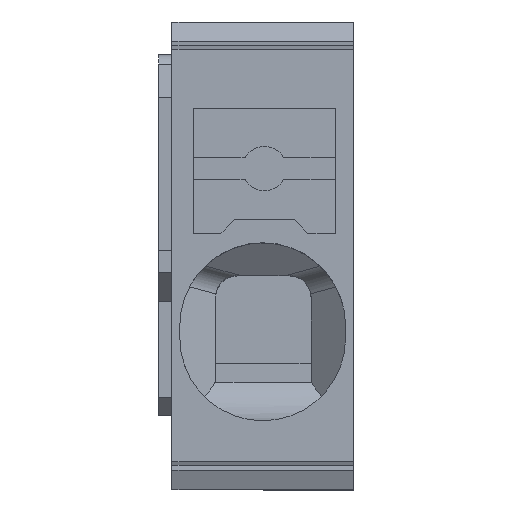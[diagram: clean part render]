
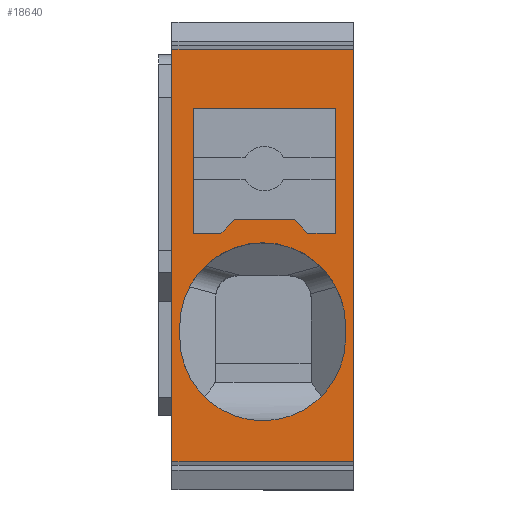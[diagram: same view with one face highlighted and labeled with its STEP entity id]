
A CAD part, top view. The second image highlights one B-rep face of the part: STEP entity #18640.
In plain terms, the highlighted face is planar.
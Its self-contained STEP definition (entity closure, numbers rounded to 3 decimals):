
#2840=CARTESIAN_POINT('',(-8.295,-2.2,
45.52));
#2850=VERTEX_POINT('',#2840);
#2880=CARTESIAN_POINT('',(0.,-2.2,
45.52));
#2890=DIRECTION('',(1.,0.,0.));
#2900=VECTOR('',#2890,1.);
#2910=LINE('',#2880,#2900);
#2920=CARTESIAN_POINT('',(-26.841,-2.2,
45.52));
#2930=VERTEX_POINT('',#2920);
#2940=EDGE_CURVE('',#2930,#2850,#2910,.T.);
#17320=CARTESIAN_POINT('',(-26.399,-2.2,
53.67));
#17330=DIRECTION('',(0.,-1.,0.));
#17340=DIRECTION('',(-1.,0.,0.));
#17350=AXIS2_PLACEMENT_3D('',#17320,#17330,#17340);
#17360=PLANE('',#17350);
#17370=CARTESIAN_POINT('',(-21.274,-2.2,
49.595));
#17380=DIRECTION('',(0.,1.,0.));
#17390=DIRECTION('',(0.,0.,1.));
#17400=AXIS2_PLACEMENT_3D('',#17370,#17380,#17390);
#17410=CIRCLE('',#17400,3.725);
#17420=CARTESIAN_POINT('',(-21.274,-2.2,
45.87));
#17430=VERTEX_POINT('',#17420);
#17440=CARTESIAN_POINT('',(-21.274,-2.2,
53.32));
#17450=VERTEX_POINT('',#17440);
#17460=EDGE_CURVE('',#17430,#17450,#17410,.T.);
#17470=ORIENTED_EDGE('',*,*,#17460,.F.);
#17480=CARTESIAN_POINT('',(0.,-2.2,
53.32));
#17490=DIRECTION('',(1.,0.,0.));
#17500=VECTOR('',#17490,1.);
#17510=LINE('',#17480,#17500);
#17520=CARTESIAN_POINT('',(-20.725,-2.2,
53.32));
#17530=VERTEX_POINT('',#17520);
#17540=EDGE_CURVE('',#17450,#17530,#17510,.T.);
#17550=ORIENTED_EDGE('',*,*,#17540,.F.);
#17560=CARTESIAN_POINT('',(-20.725,-2.2,
49.595));
#17570=DIRECTION('',(0.,1.,0.));
#17580=DIRECTION('',(0.,0.,1.));
#17590=AXIS2_PLACEMENT_3D('',#17560,#17570,#17580);
#17600=CIRCLE('',#17590,3.725);
#17610=CARTESIAN_POINT('',(-20.725,-2.2,
45.87));
#17620=VERTEX_POINT('',#17610);
#17630=EDGE_CURVE('',#17530,#17620,#17600,.T.);
#17640=ORIENTED_EDGE('',*,*,#17630,.F.);
#17650=CARTESIAN_POINT('',(0.,-2.2,
45.87));
#17660=DIRECTION('',(-1.,0.,0.));
#17670=VECTOR('',#17660,1.);
#17680=LINE('',#17650,#17670);
#17690=EDGE_CURVE('',#17620,#17430,#17680,.T.);
#17700=ORIENTED_EDGE('',*,*,#17690,.F.);
#17710=EDGE_LOOP('',(#17700,#17640,#17550,#17470));
#17720=FACE_BOUND('',#17710,.T.);
#17730=CARTESIAN_POINT('',(-15.968,-2.2,
0.));
#17740=DIRECTION('',(0.,0.,1.));
#17750=VECTOR('',#17740,1.);
#17760=LINE('',#17730,#17750);
#17770=CARTESIAN_POINT('',(-15.968,-2.2,
48.32));
#17780=VERTEX_POINT('',#17770);
#17790=CARTESIAN_POINT('',(-15.968,-2.2,
51.02));
#17800=VERTEX_POINT('',#17790);
#17810=EDGE_CURVE('',#17780,#17800,#17760,.T.);
#17820=ORIENTED_EDGE('',*,*,#17810,.F.);
#17830=CARTESIAN_POINT('',(35.052,-2.2,
0.));
#17840=DIRECTION('',(-0.707,0.,
0.707));
#17850=VECTOR('',#17840,1.);
#17860=LINE('',#17830,#17850);
#17870=CARTESIAN_POINT('',(-16.568,-2.2,
51.62));
#17880=VERTEX_POINT('',#17870);
#17890=EDGE_CURVE('',#17800,#17880,#17860,.T.);
#17900=ORIENTED_EDGE('',*,*,#17890,.F.);
#17910=CARTESIAN_POINT('',(-16.568,-2.2,
0.));
#17920=DIRECTION('',(0.,0.,1.));
#17930=VECTOR('',#17920,1.);
#17940=LINE('',#17910,#17930);
#17950=CARTESIAN_POINT('',(-16.568,-2.2,
52.87));
#17960=VERTEX_POINT('',#17950);
#17970=EDGE_CURVE('',#17880,#17960,#17940,.T.);
#17980=ORIENTED_EDGE('',*,*,#17970,.F.);
#17990=CARTESIAN_POINT('',(0.,-2.2,
52.87));
#18000=DIRECTION('',(1.,0.,0.));
#18010=VECTOR('',#18000,1.);
#18020=LINE('',#17990,#18010);
#18030=CARTESIAN_POINT('',(-10.968,-2.2,
52.87));
#18040=VERTEX_POINT('',#18030);
#18050=EDGE_CURVE('',#17960,#18040,#18020,.T.);
#18060=ORIENTED_EDGE('',*,*,#18050,.F.);
#18070=CARTESIAN_POINT('',(-10.968,-2.2,
0.));
#18080=DIRECTION('',(0.,0.,-1.));
#18090=VECTOR('',#18080,1.);
#18100=LINE('',#18070,#18090);
#18110=CARTESIAN_POINT('',(-10.968,-2.2,
46.47));
#18120=VERTEX_POINT('',#18110);
#18130=EDGE_CURVE('',#18040,#18120,#18100,.T.);
#18140=ORIENTED_EDGE('',*,*,#18130,.F.);
#18150=CARTESIAN_POINT('',(0.,-2.2,
46.47));
#18160=DIRECTION('',(-1.,0.,0.));
#18170=VECTOR('',#18160,1.);
#18180=LINE('',#18150,#18170);
#18190=CARTESIAN_POINT('',(-16.568,-2.2,
46.47));
#18200=VERTEX_POINT('',#18190);
#18210=EDGE_CURVE('',#18120,#18200,#18180,.T.);
#18220=ORIENTED_EDGE('',*,*,#18210,.F.);
#18230=CARTESIAN_POINT('',(-16.568,-2.2,
0.));
#18240=DIRECTION('',(0.,0.,1.));
#18250=VECTOR('',#18240,1.);
#18260=LINE('',#18230,#18250);
#18270=CARTESIAN_POINT('',(-16.568,-2.2,
47.72));
#18280=VERTEX_POINT('',#18270);
#18290=EDGE_CURVE('',#18200,#18280,#18260,.T.);
#18300=ORIENTED_EDGE('',*,*,#18290,.F.);
#18310=CARTESIAN_POINT('',(0.,-2.2,
64.288));
#18320=DIRECTION('',(0.707,0.,
0.707));
#18330=VECTOR('',#18320,1.);
#18340=LINE('',#18310,#18330);
#18350=EDGE_CURVE('',#18280,#17780,#18340,.T.);
#18360=ORIENTED_EDGE('',*,*,#18350,.F.);
#18370=EDGE_LOOP('',(#18360,#18300,#18220,#18140,#18060,#17980,#17900,
#17820));
#18380=FACE_BOUND('',#18370,.T.);
#18390=CARTESIAN_POINT('',(0.,-2.2,
53.67));
#18400=DIRECTION('',(-1.,0.,0.));
#18410=VECTOR('',#18400,1.);
#18420=LINE('',#18390,#18410);
#18430=CARTESIAN_POINT('',(-8.295,-2.2,
53.67));
#18440=VERTEX_POINT('',#18430);
#18450=CARTESIAN_POINT('',(-26.841,-2.2,
53.67));
#18460=VERTEX_POINT('',#18450);
#18470=EDGE_CURVE('',#18440,#18460,#18420,.T.);
#18480=ORIENTED_EDGE('',*,*,#18470,.F.);
#18490=CARTESIAN_POINT('',(-26.841,-2.2,
0.));
#18500=DIRECTION('',(0.,0.,1.));
#18510=VECTOR('',#18500,1.);
#18520=LINE('',#18490,#18510);
#18530=EDGE_CURVE('',#2930,#18460,#18520,.T.);
#18540=ORIENTED_EDGE('',*,*,#18530,.T.);
#18550=ORIENTED_EDGE('',*,*,#2940,.F.);
#18560=CARTESIAN_POINT('',(-8.295,-2.2,
0.));
#18570=DIRECTION('',(0.,0.,1.));
#18580=VECTOR('',#18570,1.);
#18590=LINE('',#18560,#18580);
#18600=EDGE_CURVE('',#2850,#18440,#18590,.T.);
#18610=ORIENTED_EDGE('',*,*,#18600,.F.);
#18620=EDGE_LOOP('',(#18610,#18550,#18540,#18480));
#18630=FACE_OUTER_BOUND('',#18620,.T.);
#18640=ADVANCED_FACE('',(#17720,#18380,#18630),#17360,.F.);
